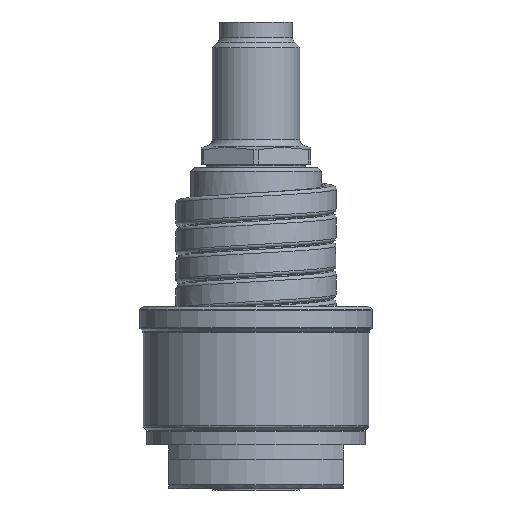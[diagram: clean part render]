
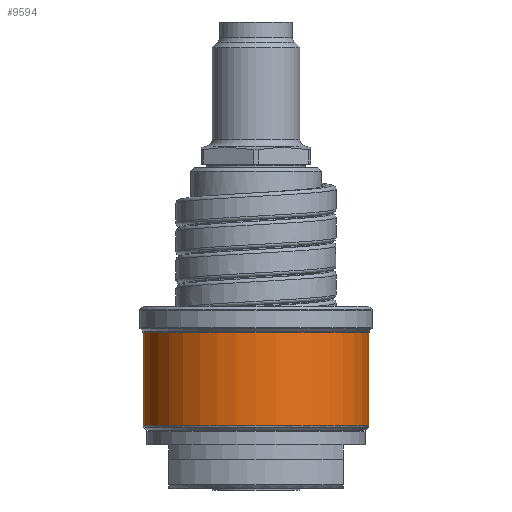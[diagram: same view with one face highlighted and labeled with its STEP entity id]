
A CAD part, front view. The second image highlights one B-rep face of the part: STEP entity #9594.
In plain terms, the highlighted cylindrical face has radius 15.5 mm (diameter 31 mm), a partial arc.
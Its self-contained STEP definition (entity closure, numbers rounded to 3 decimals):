
#2424=CARTESIAN_POINT('',(0.,0.,8.583));
#2425=DIRECTION('',(0.,0.,1.));
#2426=DIRECTION('',(-1.,0.,0.));
#2427=AXIS2_PLACEMENT_3D('',#2424,#2425,#2426);
#2429=DIRECTION('',(0.,0.,-1.));
#2430=VECTOR('',#2429,12.835);
#2431=CARTESIAN_POINT('',(-15.5,0.,21.417));
#2432=LINE('',#2431,#2430);
#2433=CARTESIAN_POINT('',(0.,0.,21.417));
#2434=DIRECTION('',(0.,0.,1.));
#2435=DIRECTION('',(-1.,0.,0.));
#2436=AXIS2_PLACEMENT_3D('',#2433,#2434,#2435);
#2438=DIRECTION('',(0.,0.,-1.));
#2439=VECTOR('',#2438,12.835);
#2440=CARTESIAN_POINT('',(15.5,0.,21.417));
#2441=LINE('',#2440,#2439);
#5782=CARTESIAN_POINT('',(15.5,0.,21.417));
#5783=CARTESIAN_POINT('',(-15.5,0.,21.417));
#5784=VERTEX_POINT('',#5782);
#5785=VERTEX_POINT('',#5783);
#5808=CARTESIAN_POINT('',(15.5,0.,8.583));
#5809=VERTEX_POINT('',#5808);
#5810=CARTESIAN_POINT('',(-15.5,0.,8.583));
#5811=VERTEX_POINT('',#5810);
#9582=CARTESIAN_POINT('',(0.,0.,7.15));
#9583=DIRECTION('',(0.,0.,1.));
#9584=DIRECTION('',(-1.,0.,0.));
#9585=AXIS2_PLACEMENT_3D('',#9582,#9583,#9584);
#9586=CYLINDRICAL_SURFACE('',#9585,15.5);
#9587=ORIENTED_EDGE('',*,*,#9554,.F.);
#9588=ORIENTED_EDGE('',*,*,#9572,.F.);
#9590=ORIENTED_EDGE('',*,*,#9589,.T.);
#9591=ORIENTED_EDGE('',*,*,#9568,.T.);
#9592=EDGE_LOOP('',(#9587,#9588,#9590,#9591));
#9593=FACE_OUTER_BOUND('',#9592,.F.);
#2428=CIRCLE('',#2427,15.5);
#2437=CIRCLE('',#2436,15.5);
#9554=EDGE_CURVE('',#5811,#5809,#2428,.T.);
#9568=EDGE_CURVE('',#5784,#5809,#2441,.T.);
#9572=EDGE_CURVE('',#5785,#5811,#2432,.T.);
#9589=EDGE_CURVE('',#5785,#5784,#2437,.T.);
#9594=ADVANCED_FACE('',(#9593),#9586,.T.);
